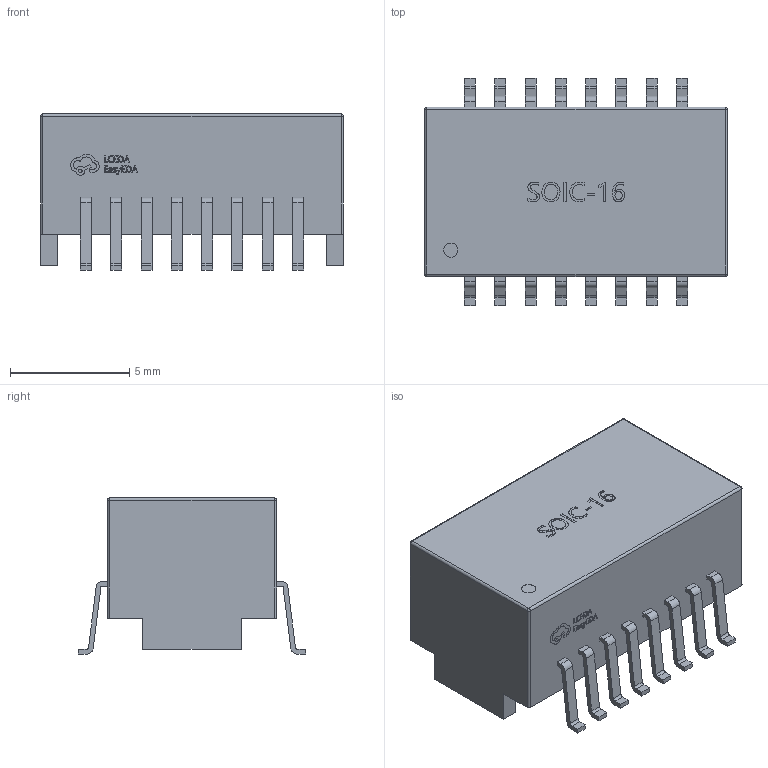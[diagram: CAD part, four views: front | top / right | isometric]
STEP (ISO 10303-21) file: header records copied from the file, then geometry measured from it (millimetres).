
FILE_DESCRIPTION(/* description */ ('STEP AP242','CAx-IF Rec.Pracs.---Representation and Presentation of Product Manufacturing Information (PMI)---4.0---2014-10-13','CAx-IF Rec.Pracs.---3D Tessellated Geometry---0.4---2014-09-14','2;1'),/* implementation_level */ '2;1');
FILE_NAME(/* name */ '6726692bf3d4f754f5da5c5d',/* time_stamp */ '2024-11-02T18:02:21Z',/* author */ (''),/* organization */ (''),/* preprocessor_version */ 'ST-DEVELOPER v20',/* originating_system */ 'ONSHAPE BY PTC INC, 1.189',/* authorisation */ ' ');
FILE_SCHEMA (('AP242_MANAGED_MODEL_BASED_3D_ENGINEERING_MIM_LF { 1 0 10303 442 1 1 4 }'));
Length unit declared in the file: metre
Products named in the file (16): L2Wo-T1; XFMR-SMD_H1102NLT <1>; COMPOUND
Assembly tree (15 placements, depth 3):
  L2Wo-T1
    XFMR-SMD_H1102NLT <1>
      COMPOUND
      COMPOUND
      COMPOUND
      COMPOUND
      COMPOUND
      COMPOUND
      COMPOUND
      COMPOUND
      COMPOUND
      COMPOUND
      COMPOUND
      COMPOUND
      COMPOUND
      COMPOUND
Bounding box: 12.7 x 9.53 x 6.55 mm (x, y, z)
Volume: 296.1 mm3; surface area: 594.7 mm2
Topology: 14 solids, 14 shells, 600 faces, 1605 edges, 1061 vertices
Faces by surface type: plane 369, bspline 135, cylinder 90, sphere 6
Full cylindrical faces by diameter (mm): 0.6 x1
Entity records: 24271 total; most frequent: CARTESIAN_POINT 7095, ORIENTED_EDGE 3196, DIRECTION 2459, EDGE_CURVE 1598, LINE 1127, VECTOR 1127, VERTEX_POINT 1060, AXIS2_PLACEMENT_3D 666
